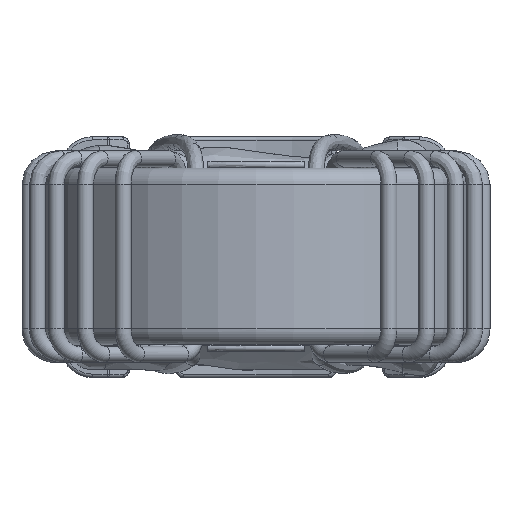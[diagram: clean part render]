
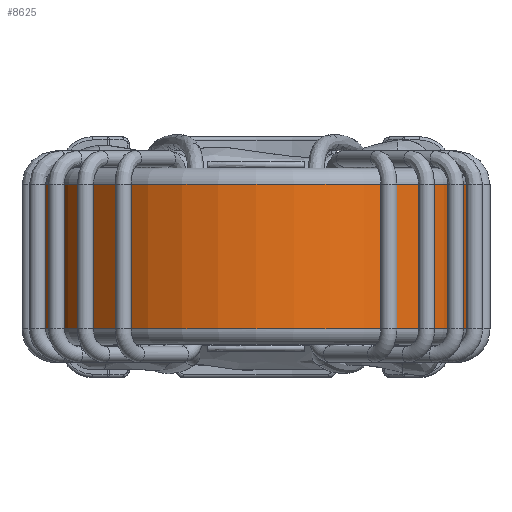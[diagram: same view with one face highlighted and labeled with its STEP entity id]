
A CAD part, top view. The second image highlights one B-rep face of the part: STEP entity #8625.
In plain terms, the highlighted cylindrical face has radius 6.75 mm (diameter 13.5 mm), a full revolution.
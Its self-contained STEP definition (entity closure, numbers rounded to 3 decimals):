
#1099=CYLINDRICAL_SURFACE('',#9401,6.75);
#2156=ORIENTED_EDGE('',*,*,#3504,.T.);
#2157=ORIENTED_EDGE('',*,*,#3505,.T.);
#3504=EDGE_CURVE('',#4247,#4247,#4846,.F.);
#3505=EDGE_CURVE('',#4248,#4248,#4847,.T.);
#4247=VERTEX_POINT('',#16248);
#4248=VERTEX_POINT('',#16250);
#4846=CIRCLE('',#9402,6.75);
#4847=CIRCLE('',#9403,6.75);
#5340=EDGE_LOOP('',(#2156));
#5341=EDGE_LOOP('',(#2157));
#6023=FACE_BOUND('',#5340,.T.);
#6024=FACE_BOUND('',#5341,.T.);
#8625=ADVANCED_FACE('',(#6023,#6024),#1099,.T.);
#9401=AXIS2_PLACEMENT_3D('',#16246,#10891,#10892);
#9402=AXIS2_PLACEMENT_3D('',#16247,#10893,#10894);
#9403=AXIS2_PLACEMENT_3D('',#16249,#10895,#10896);
#10891=DIRECTION('',(0.,1.,0.));
#10892=DIRECTION('',(0.,0.,1.));
#10893=DIRECTION('',(0.,1.,0.));
#10894=DIRECTION('',(0.,0.,1.));
#10895=DIRECTION('',(0.,1.,0.));
#10896=DIRECTION('',(0.,0.,1.));
#16246=CARTESIAN_POINT('',(0.,-2.75,9.2));
#16247=CARTESIAN_POINT('',(0.,2.25,9.2));
#16248=CARTESIAN_POINT('',(0.,2.25,15.95));
#16249=CARTESIAN_POINT('',(0.,-2.25,9.2));
#16250=CARTESIAN_POINT('',(0.,-2.25,15.95));
